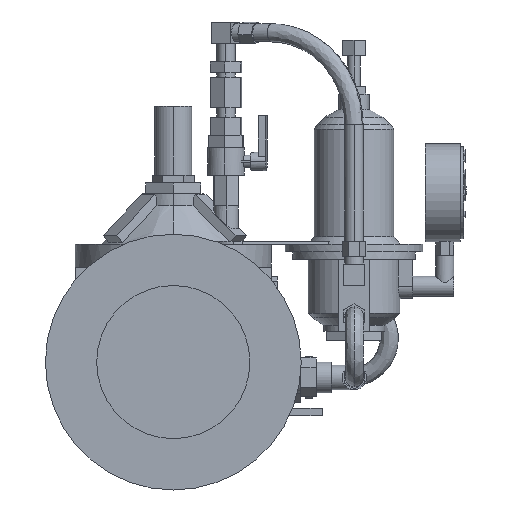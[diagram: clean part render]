
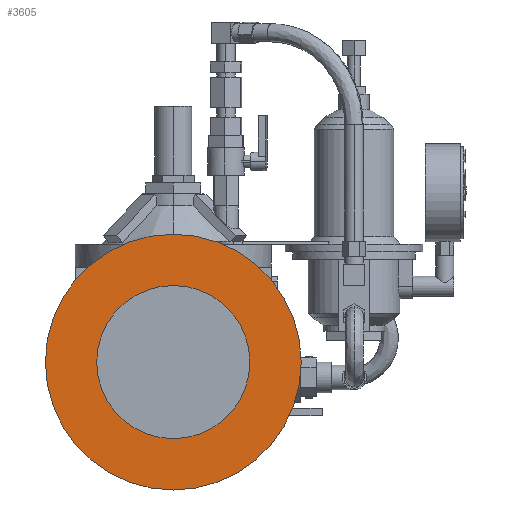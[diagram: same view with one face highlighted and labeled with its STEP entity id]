
A CAD part, left-side view. The second image highlights one B-rep face of the part: STEP entity #3605.
In plain terms, the highlighted planar face has unit normal (-1, 0, 0).
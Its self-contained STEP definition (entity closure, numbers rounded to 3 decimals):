
#3113=EDGE_CURVE('',#3801,#6121,#9155,.T.);
#3605=ADVANCED_FACE('',(#9697,#9698),#9699,.T.);
#3801=VERTEX_POINT('',#9915);
#4469=VERTEX_POINT('',#10658);
#5179=EDGE_CURVE('',#6121,#3801,#11428,.T.);
#6121=VERTEX_POINT('',#12493);
#6991=EDGE_CURVE('',#4469,#8463,#13461,.T.);
#8463=VERTEX_POINT('',#15089);
#8631=EDGE_CURVE('',#8463,#4469,#15283,.T.);
#9155=CIRCLE('',#15909,50.0);
#9697=FACE_BOUND('',#16853,.T.);
#9698=FACE_OUTER_BOUND('',#16854,.T.);
#9699=PLANE('',#16855);
#9915=CARTESIAN_POINT('',(-113.0,0.,50.0));
#10658=CARTESIAN_POINT('',(-113.0,0.,83.5));
#11428=CIRCLE('',#19609,50.0);
#12493=CARTESIAN_POINT('',(-113.0,0.0,-50.0));
#13461=CIRCLE('',#24119,83.5);
#15089=CARTESIAN_POINT('',(-113.0,0.0,-83.5));
#15283=CIRCLE('',#29310,83.5);
#15909=AXIS2_PLACEMENT_3D('',#30103,#30104,#30105);
#16853=EDGE_LOOP('',(#30697,#30698));
#16854=EDGE_LOOP('',(#30699,#30700));
#16855=AXIS2_PLACEMENT_3D('',#30701,#30702,#30703);
#19609=AXIS2_PLACEMENT_3D('',#32556,#32557,#32558);
#24119=AXIS2_PLACEMENT_3D('',#34998,#34999,#35000);
#29310=AXIS2_PLACEMENT_3D('',#37103,#37104,#37105);
#30103=CARTESIAN_POINT('',(-113.0,0.0,0.0));
#30104=DIRECTION('',(1.0,0.0,0.0));
#30105=DIRECTION('',(0.0,0.0,-1.0));
#30697=ORIENTED_EDGE('',*,*,#5179,.T.);
#30698=ORIENTED_EDGE('',*,*,#3113,.T.);
#30699=ORIENTED_EDGE('',*,*,#8631,.T.);
#30700=ORIENTED_EDGE('',*,*,#6991,.T.);
#30701=CARTESIAN_POINT('',(-113.0,0.0,0.0));
#30702=DIRECTION('',(-1.0,0.0,0.0));
#30703=DIRECTION('',(0.0,0.0,1.0));
#32556=CARTESIAN_POINT('',(-113.0,0.0,0.0));
#32557=DIRECTION('',(1.0,0.0,0.0));
#32558=DIRECTION('',(0.0,0.0,-1.0));
#34998=CARTESIAN_POINT('',(-113.0,0.0,0.0));
#34999=DIRECTION('',(-1.0,0.0,0.0));
#35000=DIRECTION('',(0.0,0.0,-1.0));
#37103=CARTESIAN_POINT('',(-113.0,0.0,0.0));
#37104=DIRECTION('',(-1.0,0.0,0.0));
#37105=DIRECTION('',(0.0,0.0,-1.0));
